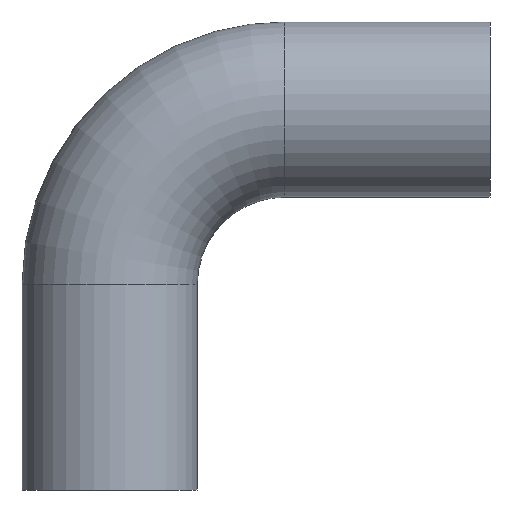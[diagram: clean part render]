
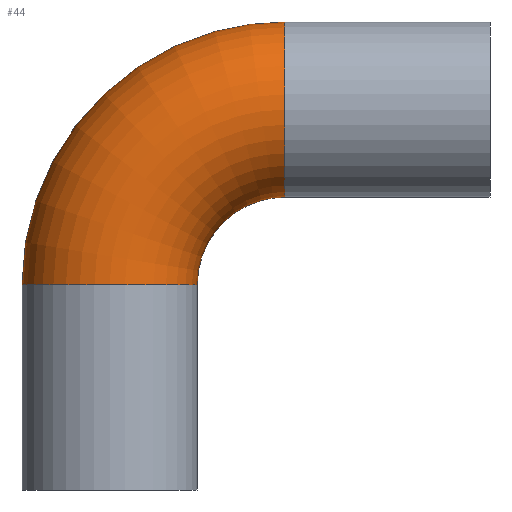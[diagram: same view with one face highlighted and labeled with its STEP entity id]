
A CAD part, front view. The second image highlights one B-rep face of the part: STEP entity #44.
In plain terms, the highlighted toroidal (fillet/blend) face has major radius 50 mm and minor radius 25 mm.
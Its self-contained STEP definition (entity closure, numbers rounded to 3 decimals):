
#44 = ADVANCED_FACE( '', ( #89, #90 ), #91, .T. );
#89 = FACE_OUTER_BOUND( '', #128, .T. );
#90 = FACE_OUTER_BOUND( '', #129, .T. );
#91 = TOROIDAL_SURFACE( '', #130, 50., 25. );
#128 = EDGE_LOOP( '', ( #173 ) );
#129 = EDGE_LOOP( '', ( #174 ) );
#130 = AXIS2_PLACEMENT_3D( '', #175, #176, #177 );
#173 = ORIENTED_EDGE( '', *, *, #191, .T. );
#174 = ORIENTED_EDGE( '', *, *, #198, .F. );
#175 = CARTESIAN_POINT( '', ( 50., 0., 58.5 ) );
#176 = DIRECTION( '', ( 0., 1., 0. ) );
#177 = DIRECTION( '', ( 0., 0., 1. ) );
#191 = EDGE_CURVE( '', #211, #211, #212, .T. );
#198 = EDGE_CURVE( '', #221, #221, #222, .T. );
#211 = VERTEX_POINT( '', #235 );
#212 = CIRCLE( '', #236, 25. );
#221 = VERTEX_POINT( '', #245 );
#222 = CIRCLE( '', #246, 25. );
#235 = CARTESIAN_POINT( '', ( 25., 0., 58.5 ) );
#236 = AXIS2_PLACEMENT_3D( '', #260, #261, #262 );
#245 = CARTESIAN_POINT( '', ( 50., 0., 83.5 ) );
#246 = AXIS2_PLACEMENT_3D( '', #269, #270, #271 );
#260 = CARTESIAN_POINT( '', ( 0., 0., 58.5 ) );
#261 = DIRECTION( '', ( 0., 0., 1. ) );
#262 = DIRECTION( '', ( 1., 0., 0. ) );
#269 = CARTESIAN_POINT( '', ( 50., 0., 108.5 ) );
#270 = DIRECTION( '', ( 1., 0., 0. ) );
#271 = DIRECTION( '', ( 0., 0., -1. ) );
